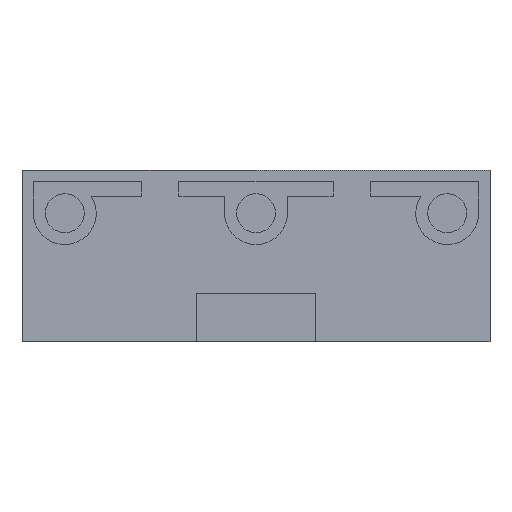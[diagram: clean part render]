
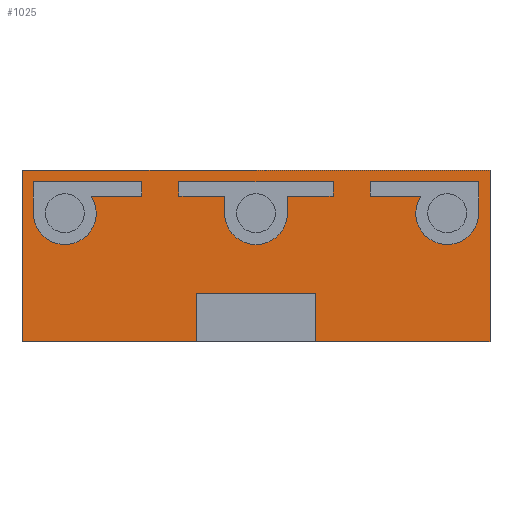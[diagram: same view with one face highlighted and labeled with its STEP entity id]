
A CAD part, front view. The second image highlights one B-rep face of the part: STEP entity #1025.
In plain terms, the highlighted planar face has unit normal (0, -1, 0).
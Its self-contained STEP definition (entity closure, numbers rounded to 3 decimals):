
#154=CARTESIAN_POINT('',(257.5,-80.0,0.0));
#155=VERTEX_POINT('',#154);
#164=CARTESIAN_POINT('',(257.5,-80.0,42.5));
#165=VERTEX_POINT('',#164);
#166=CARTESIAN_POINT('',(257.5,-80.0,42.5));
#167=DIRECTION('',(0.0,0.0,-1.0));
#168=VECTOR('',#167,42.5);
#169=LINE('',#166,#168);
#170=EDGE_CURVE('',#165,#155,#169,.T.);
#225=CARTESIAN_POINT('',(152.5,-80.0,0.0));
#226=VERTEX_POINT('',#225);
#234=CARTESIAN_POINT('',(152.5,-80.0,42.5));
#235=VERTEX_POINT('',#234);
#242=CARTESIAN_POINT('',(152.5,-80.0,0.0));
#243=DIRECTION('',(0.0,0.0,1.0));
#244=VECTOR('',#243,42.5);
#245=LINE('',#242,#244);
#246=EDGE_CURVE('',#226,#235,#245,.T.);
#256=CARTESIAN_POINT('',(152.5,-80.0,42.5));
#257=DIRECTION('',(1.0,0.0,0.0));
#258=VECTOR('',#257,105.0);
#259=LINE('',#256,#258);
#260=EDGE_CURVE('',#235,#165,#259,.T.);
#276=CARTESIAN_POINT('',(0.0,-80.0,0.0));
#277=VERTEX_POINT('',#276);
#278=CARTESIAN_POINT('',(152.5,-80.0,0.0));
#279=DIRECTION('',(-1.0,0.0,0.0));
#280=VECTOR('',#279,152.5);
#281=LINE('',#278,#280);
#282=EDGE_CURVE('',#226,#277,#281,.T.);
#300=CARTESIAN_POINT('',(410.0,-80.0,0.0));
#301=VERTEX_POINT('',#300);
#308=CARTESIAN_POINT('',(410.0,-80.0,0.0));
#309=DIRECTION('',(-1.0,0.0,0.0));
#310=VECTOR('',#309,152.5);
#311=LINE('',#308,#310);
#312=EDGE_CURVE('',#301,#155,#311,.T.);
#571=CARTESIAN_POINT('',(400.0,-80.0,112.5));
#572=VERTEX_POINT('',#571);
#588=CARTESIAN_POINT('',(349.451,-80.,127.5));
#589=VERTEX_POINT('',#588);
#596=CARTESIAN_POINT('',(372.5,-80.0,112.5));
#597=DIRECTION('',(0.0,1.0,0.0));
#598=DIRECTION('',(-1.0,0.0,0.0));
#599=AXIS2_PLACEMENT_3D('',#596,#597,#598);
#600=CIRCLE('',#599,27.5);
#601=EDGE_CURVE('',#572,#589,#600,.T.);
#620=CARTESIAN_POINT('',(305.0,-80.,127.5));
#621=VERTEX_POINT('',#620);
#628=CARTESIAN_POINT('',(349.451,-80.0,127.5));
#629=DIRECTION('',(-1.0,0.0,0.0));
#630=VECTOR('',#629,44.451);
#631=LINE('',#628,#630);
#632=EDGE_CURVE('',#589,#621,#631,.T.);
#642=CARTESIAN_POINT('',(305.0,-80.,140.0));
#643=VERTEX_POINT('',#642);
#644=CARTESIAN_POINT('',(305.0,-80.0,127.5));
#645=DIRECTION('',(0.0,0.0,1.0));
#646=VECTOR('',#645,12.5);
#647=LINE('',#644,#646);
#648=EDGE_CURVE('',#621,#643,#647,.T.);
#673=CARTESIAN_POINT('',(400.0,-80.0,140.0));
#674=VERTEX_POINT('',#673);
#675=CARTESIAN_POINT('',(400.0,-80.0,140.0));
#676=DIRECTION('',(0.0,0.0,-1.0));
#677=VECTOR('',#676,27.5);
#678=LINE('',#675,#677);
#679=EDGE_CURVE('',#674,#572,#678,.T.);
#704=CARTESIAN_POINT('',(305.0,-80.0,140.0));
#705=DIRECTION('',(1.0,0.0,0.0));
#706=VECTOR('',#705,95.0);
#707=LINE('',#704,#706);
#708=EDGE_CURVE('',#643,#674,#707,.T.);
#742=CARTESIAN_POINT('',(10.0,-80.0,112.5));
#743=VERTEX_POINT('',#742);
#752=CARTESIAN_POINT('',(60.549,-80.0,127.5));
#753=VERTEX_POINT('',#752);
#754=CARTESIAN_POINT('',(37.5,-80.0,112.5));
#755=DIRECTION('',(0.0,1.0,0.0));
#756=DIRECTION('',(1.0,0.0,0.0));
#757=AXIS2_PLACEMENT_3D('',#754,#755,#756);
#758=CIRCLE('',#757,27.5);
#759=EDGE_CURVE('',#753,#743,#758,.T.);
#827=CARTESIAN_POINT('',(105.0,-80.0,127.5));
#828=VERTEX_POINT('',#827);
#829=CARTESIAN_POINT('',(105.0,-80.0,127.5));
#830=DIRECTION('',(-1.0,0.0,0.0));
#831=VECTOR('',#830,44.451);
#832=LINE('',#829,#831);
#833=EDGE_CURVE('',#828,#753,#832,.T.);
#852=CARTESIAN_POINT('',(105.0,-80.0,140.0));
#853=VERTEX_POINT('',#852);
#854=CARTESIAN_POINT('',(105.0,-80.0,140.0));
#855=DIRECTION('',(0.0,0.0,-1.0));
#856=VECTOR('',#855,12.5);
#857=LINE('',#854,#856);
#858=EDGE_CURVE('',#853,#828,#857,.T.);
#875=CARTESIAN_POINT('',(10.0,-80.0,140.0));
#876=VERTEX_POINT('',#875);
#883=CARTESIAN_POINT('',(10.0,-80.0,112.5));
#884=DIRECTION('',(0.0,0.0,1.0));
#885=VECTOR('',#884,27.5);
#886=LINE('',#883,#885);
#887=EDGE_CURVE('',#743,#876,#886,.T.);
#900=CARTESIAN_POINT('',(10.0,-80.0,140.0));
#901=DIRECTION('',(1.0,0.0,0.0));
#902=VECTOR('',#901,95.0);
#903=LINE('',#900,#902);
#904=EDGE_CURVE('',#876,#853,#903,.T.);
#910=CARTESIAN_POINT('',(410.0,-80.0,0.0));
#911=DIRECTION('',(0.0,-1.0,0.0));
#912=DIRECTION('',(0.0,0.0,-1.0));
#913=AXIS2_PLACEMENT_3D('',#910,#911,#912);
#914=PLANE('',#913);
#915=ORIENTED_EDGE('',*,*,#170,.T.);
#916=ORIENTED_EDGE('',*,*,#312,.F.);
#917=CARTESIAN_POINT('',(410.0,-80.0,150.0));
#918=VERTEX_POINT('',#917);
#919=CARTESIAN_POINT('',(410.0,-80.0,0.0));
#920=DIRECTION('',(0.0,0.0,1.0));
#921=VECTOR('',#920,150.0);
#922=LINE('',#919,#921);
#923=EDGE_CURVE('',#301,#918,#922,.T.);
#924=ORIENTED_EDGE('',*,*,#923,.T.);
#925=CARTESIAN_POINT('',(0.0,-80.0,150.0));
#926=VERTEX_POINT('',#925);
#927=CARTESIAN_POINT('',(410.0,-80.0,150.0));
#928=DIRECTION('',(-1.0,0.0,0.0));
#929=VECTOR('',#928,410.0);
#930=LINE('',#927,#929);
#931=EDGE_CURVE('',#918,#926,#930,.T.);
#932=ORIENTED_EDGE('',*,*,#931,.T.);
#933=CARTESIAN_POINT('',(0.0,-80.0,0.0));
#934=DIRECTION('',(0.0,0.0,1.0));
#935=VECTOR('',#934,150.0);
#936=LINE('',#933,#935);
#937=EDGE_CURVE('',#277,#926,#936,.T.);
#938=ORIENTED_EDGE('',*,*,#937,.F.);
#939=ORIENTED_EDGE('',*,*,#282,.F.);
#940=ORIENTED_EDGE('',*,*,#246,.T.);
#941=ORIENTED_EDGE('',*,*,#260,.T.);
#942=EDGE_LOOP('',(#915,#916,#924,#932,#938,#939,#940,#941));
#943=FACE_OUTER_BOUND('',#942,.T.);
#944=ORIENTED_EDGE('',*,*,#601,.T.);
#945=ORIENTED_EDGE('',*,*,#632,.T.);
#946=ORIENTED_EDGE('',*,*,#648,.T.);
#947=ORIENTED_EDGE('',*,*,#708,.T.);
#948=ORIENTED_EDGE('',*,*,#679,.T.);
#949=EDGE_LOOP('',(#944,#945,#946,#947,#948));
#950=FACE_BOUND('',#949,.T.);
#951=ORIENTED_EDGE('',*,*,#759,.T.);
#952=ORIENTED_EDGE('',*,*,#887,.T.);
#953=ORIENTED_EDGE('',*,*,#904,.T.);
#954=ORIENTED_EDGE('',*,*,#858,.T.);
#955=ORIENTED_EDGE('',*,*,#833,.T.);
#956=EDGE_LOOP('',(#951,#952,#953,#954,#955));
#957=FACE_BOUND('',#956,.T.);
#958=CARTESIAN_POINT('',(177.5,-80.0,112.5));
#959=VERTEX_POINT('',#958);
#960=CARTESIAN_POINT('',(177.5,-80.,127.5));
#961=VERTEX_POINT('',#960);
#962=CARTESIAN_POINT('',(177.5,-80.0,112.5));
#963=DIRECTION('',(0.0,0.0,1.0));
#964=VECTOR('',#963,15.0);
#965=LINE('',#962,#964);
#966=EDGE_CURVE('',#959,#961,#965,.T.);
#967=ORIENTED_EDGE('',*,*,#966,.T.);
#968=CARTESIAN_POINT('',(137.5,-80.,127.5));
#969=VERTEX_POINT('',#968);
#970=CARTESIAN_POINT('',(137.5,-80.,127.5));
#971=DIRECTION('',(1.0,0.0,0.0));
#972=VECTOR('',#971,40.0);
#973=LINE('',#970,#972);
#974=EDGE_CURVE('',#969,#961,#973,.T.);
#975=ORIENTED_EDGE('',*,*,#974,.F.);
#976=CARTESIAN_POINT('',(137.5,-80.,140.0));
#977=VERTEX_POINT('',#976);
#978=CARTESIAN_POINT('',(137.5,-80.,140.0));
#979=DIRECTION('',(0.0,0.0,-1.0));
#980=VECTOR('',#979,12.5);
#981=LINE('',#978,#980);
#982=EDGE_CURVE('',#977,#969,#981,.T.);
#983=ORIENTED_EDGE('',*,*,#982,.F.);
#984=CARTESIAN_POINT('',(272.5,-80.0,140.0));
#985=VERTEX_POINT('',#984);
#986=CARTESIAN_POINT('',(272.5,-80.0,140.0));
#987=DIRECTION('',(-1.0,0.0,0.0));
#988=VECTOR('',#987,135.0);
#989=LINE('',#986,#988);
#990=EDGE_CURVE('',#985,#977,#989,.T.);
#991=ORIENTED_EDGE('',*,*,#990,.F.);
#992=CARTESIAN_POINT('',(272.5,-80.0,127.5));
#993=VERTEX_POINT('',#992);
#994=CARTESIAN_POINT('',(272.5,-80.0,140.0));
#995=DIRECTION('',(0.0,0.0,-1.0));
#996=VECTOR('',#995,12.5);
#997=LINE('',#994,#996);
#998=EDGE_CURVE('',#985,#993,#997,.T.);
#999=ORIENTED_EDGE('',*,*,#998,.T.);
#1000=CARTESIAN_POINT('',(232.5,-80.0,127.5));
#1001=VERTEX_POINT('',#1000);
#1002=CARTESIAN_POINT('',(272.5,-80.0,127.5));
#1003=DIRECTION('',(-1.0,0.0,0.0));
#1004=VECTOR('',#1003,40.0);
#1005=LINE('',#1002,#1004);
#1006=EDGE_CURVE('',#993,#1001,#1005,.T.);
#1007=ORIENTED_EDGE('',*,*,#1006,.T.);
#1008=CARTESIAN_POINT('',(232.5,-80.0,112.5));
#1009=VERTEX_POINT('',#1008);
#1010=CARTESIAN_POINT('',(232.5,-80.0,112.5));
#1011=DIRECTION('',(0.0,0.0,1.0));
#1012=VECTOR('',#1011,15.);
#1013=LINE('',#1010,#1012);
#1014=EDGE_CURVE('',#1009,#1001,#1013,.T.);
#1015=ORIENTED_EDGE('',*,*,#1014,.F.);
#1016=CARTESIAN_POINT('',(205.0,-80.0,112.5));
#1017=DIRECTION('',(0.0,-1.0,0.0));
#1018=DIRECTION('',(-1.0,0.0,0.0));
#1019=AXIS2_PLACEMENT_3D('',#1016,#1017,#1018);
#1020=CIRCLE('',#1019,27.5);
#1021=EDGE_CURVE('',#959,#1009,#1020,.T.);
#1022=ORIENTED_EDGE('',*,*,#1021,.F.);
#1023=EDGE_LOOP('',(#967,#975,#983,#991,#999,#1007,#1015,#1022));
#1024=FACE_BOUND('',#1023,.T.);
#1025=ADVANCED_FACE('',(#943,#950,#957,#1024),#914,.T.);
